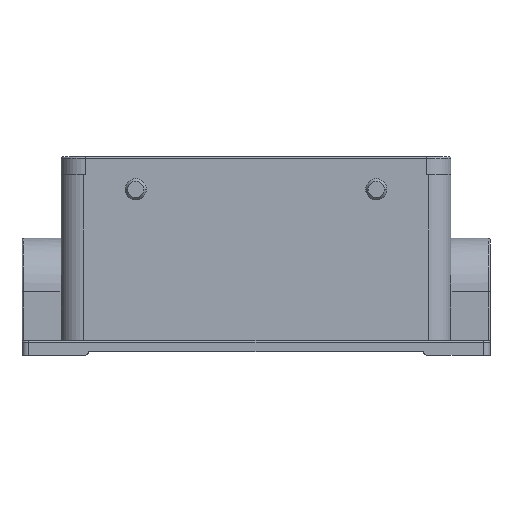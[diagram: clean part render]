
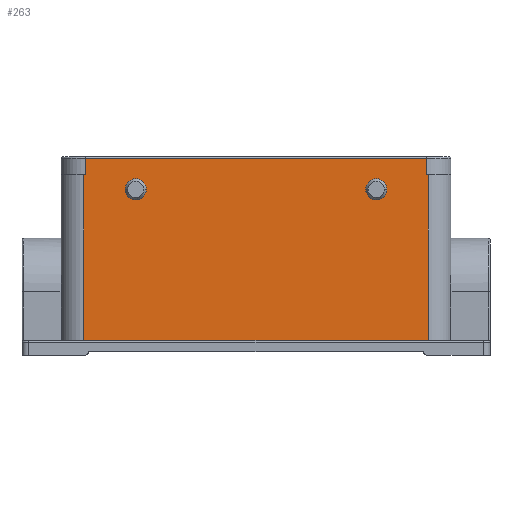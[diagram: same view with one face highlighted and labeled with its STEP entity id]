
A CAD part, front view. The second image highlights one B-rep face of the part: STEP entity #263.
In plain terms, the highlighted planar face has unit normal (0, -1, 0).
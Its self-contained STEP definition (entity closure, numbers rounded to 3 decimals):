
#74 = CARTESIAN_POINT ( 'NONE',  ( -63.77, -19.898, 176.25 ) ) ;
#100 = LINE ( 'NONE', #6443, #4969 ) ;
#241 = DIRECTION ( 'NONE',  ( 1., 0., 0. ) ) ;
#263 = ADVANCED_FACE ( 'NONE', ( #4692, #3683, #2145 ), #4235, .F. ) ;
#308 = VERTEX_POINT ( 'NONE', #527 ) ;
#412 = VERTEX_POINT ( 'NONE', #1246 ) ;
#443 = VECTOR ( 'NONE', #1321, 1000. ) ;
#474 = EDGE_CURVE ( 'NONE', #1067, #2300, #1276, .T. ) ;
#500 = VERTEX_POINT ( 'NONE', #3501 ) ;
#527 = CARTESIAN_POINT ( 'NONE',  ( 29.98, -19.898, 166.25 ) ) ;
#543 = CIRCLE ( 'NONE', #4382, 3.25 ) ;
#682 = EDGE_CURVE ( 'NONE', #1067, #5098, #4598, .T. ) ;
#725 = ORIENTED_EDGE ( 'NONE', *, *, #4742, .T. ) ;
#981 = CIRCLE ( 'NONE', #6734, 3.25 ) ;
#1067 = VERTEX_POINT ( 'NONE', #2497 ) ;
#1105 = CARTESIAN_POINT ( 'NONE',  ( -56.27, -19.898, 170.75 ) ) ;
#1152 = ORIENTED_EDGE ( 'NONE', *, *, #4152, .T. ) ;
#1165 = DIRECTION ( 'NONE',  ( 0., 1., 0. ) ) ;
#1188 = EDGE_CURVE ( 'NONE', #5809, #3698, #981, .T. ) ;
#1242 = EDGE_CURVE ( 'NONE', #3698, #5809, #3167, .T. ) ;
#1246 = CARTESIAN_POINT ( 'NONE',  ( 49.23, -19.898, 170.75 ) ) ;
#1276 = LINE ( 'NONE', #4967, #1510 ) ;
#1315 = CARTESIAN_POINT ( 'NONE',  ( -63.77, -19.898, 170.75 ) ) ;
#1321 = DIRECTION ( 'NONE',  ( -1., 0., 0. ) ) ;
#1344 = CARTESIAN_POINT ( 'NONE',  ( 48.73, -19.898, 175.75 ) ) ;
#1437 = CARTESIAN_POINT ( 'NONE',  ( -63.77, -19.898, 119.75 ) ) ;
#1445 = AXIS2_PLACEMENT_3D ( 'NONE', #2585, #6176, #4685 ) ;
#1510 = VECTOR ( 'NONE', #241, 1000. ) ;
#1521 = DIRECTION ( 'NONE',  ( 0., 0., 1. ) ) ;
#1551 = ORIENTED_EDGE ( 'NONE', *, *, #3401, .T. ) ;
#1651 = CARTESIAN_POINT ( 'NONE',  ( -40.77, -19.898, 166.25 ) ) ;
#1719 = DIRECTION ( 'NONE',  ( 0., 0., 1. ) ) ;
#1772 = VECTOR ( 'NONE', #1719, 1000. ) ;
#1951 = VERTEX_POINT ( 'NONE', #5316 ) ;
#1996 = EDGE_CURVE ( 'NONE', #308, #3643, #543, .T. ) ;
#1997 = CIRCLE ( 'NONE', #1445, 3.25 ) ;
#2145 = FACE_BOUND ( 'NONE', #4265, .T. ) ;
#2198 = DIRECTION ( 'NONE',  ( 0., 1., 0. ) ) ;
#2240 = CARTESIAN_POINT ( 'NONE',  ( 49.23, -19.898, 170.75 ) ) ;
#2300 = VERTEX_POINT ( 'NONE', #1105 ) ;
#2301 = ORIENTED_EDGE ( 'NONE', *, *, #3534, .T. ) ;
#2390 = AXIS2_PLACEMENT_3D ( 'NONE', #74, #5213, #1521 ) ;
#2497 = CARTESIAN_POINT ( 'NONE',  ( -56.77, -19.898, 170.75 ) ) ;
#2542 = EDGE_LOOP ( 'NONE', ( #6849, #1551 ) ) ;
#2585 = CARTESIAN_POINT ( 'NONE',  ( 33.23, -19.898, 166.25 ) ) ;
#2714 = CARTESIAN_POINT ( 'NONE',  ( -40.77, -19.898, 166.25 ) ) ;
#2728 = VERTEX_POINT ( 'NONE', #4849 ) ;
#2870 = EDGE_CURVE ( 'NONE', #5098, #1951, #3020, .T. ) ;
#2916 = DIRECTION ( 'NONE',  ( 0., 1., 0. ) ) ;
#3020 = LINE ( 'NONE', #1437, #3406 ) ;
#3088 = CARTESIAN_POINT ( 'NONE',  ( -37.52, -19.898, 166.25 ) ) ;
#3167 = CIRCLE ( 'NONE', #4709, 3.25 ) ;
#3259 = DIRECTION ( 'NONE',  ( -1., 0., 0. ) ) ;
#3346 = DIRECTION ( 'NONE',  ( -1., 0., 0. ) ) ;
#3368 = LINE ( 'NONE', #1315, #6780 ) ;
#3401 = EDGE_CURVE ( 'NONE', #3643, #308, #1997, .T. ) ;
#3406 = VECTOR ( 'NONE', #6150, 1000. ) ;
#3470 = DIRECTION ( 'NONE',  ( 1., 0., 0. ) ) ;
#3501 = CARTESIAN_POINT ( 'NONE',  ( 48.73, -19.898, 170.75 ) ) ;
#3534 = EDGE_CURVE ( 'NONE', #1951, #412, #6504, .T. ) ;
#3547 = CARTESIAN_POINT ( 'NONE',  ( 48.73, -19.898, 176.25 ) ) ;
#3581 = CARTESIAN_POINT ( 'NONE',  ( -56.77, -19.898, 170.75 ) ) ;
#3643 = VERTEX_POINT ( 'NONE', #4541 ) ;
#3683 = FACE_BOUND ( 'NONE', #2542, .T. ) ;
#3698 = VERTEX_POINT ( 'NONE', #3088 ) ;
#3823 = CARTESIAN_POINT ( 'NONE',  ( 33.23, -19.898, 166.25 ) ) ;
#4034 = LINE ( 'NONE', #3547, #5291 ) ;
#4059 = EDGE_CURVE ( 'NONE', #6002, #2728, #6628, .T. ) ;
#4152 = EDGE_CURVE ( 'NONE', #500, #6002, #4034, .T. ) ;
#4235 = PLANE ( 'NONE',  #2390 ) ;
#4265 = EDGE_LOOP ( 'NONE', ( #4405, #4873 ) ) ;
#4382 = AXIS2_PLACEMENT_3D ( 'NONE', #3823, #2916, #3346 ) ;
#4405 = ORIENTED_EDGE ( 'NONE', *, *, #1188, .T. ) ;
#4529 = EDGE_LOOP ( 'NONE', ( #1152, #5780, #725, #5850, #4729, #4992, #2301, #5140 ) ) ;
#4541 = CARTESIAN_POINT ( 'NONE',  ( 36.48, -19.898, 166.25 ) ) ;
#4564 = DIRECTION ( 'NONE',  ( 0., 0., -1. ) ) ;
#4598 = LINE ( 'NONE', #3581, #5602 ) ;
#4677 = CARTESIAN_POINT ( 'NONE',  ( -56.77, -19.898, 119.75 ) ) ;
#4685 = DIRECTION ( 'NONE',  ( -1., 0., 0. ) ) ;
#4692 = FACE_OUTER_BOUND ( 'NONE', #4529, .T. ) ;
#4709 = AXIS2_PLACEMENT_3D ( 'NONE', #2714, #1165, #3259 ) ;
#4729 = ORIENTED_EDGE ( 'NONE', *, *, #682, .T. ) ;
#4742 = EDGE_CURVE ( 'NONE', #2728, #2300, #100, .T. ) ;
#4790 = DIRECTION ( 'NONE',  ( -1., 0., 0. ) ) ;
#4849 = CARTESIAN_POINT ( 'NONE',  ( -56.27, -19.898, 175.75 ) ) ;
#4873 = ORIENTED_EDGE ( 'NONE', *, *, #1242, .T. ) ;
#4967 = CARTESIAN_POINT ( 'NONE',  ( -63.77, -19.898, 170.75 ) ) ;
#4969 = VECTOR ( 'NONE', #5373, 1000. ) ;
#4992 = ORIENTED_EDGE ( 'NONE', *, *, #2870, .T. ) ;
#5098 = VERTEX_POINT ( 'NONE', #4677 ) ;
#5140 = ORIENTED_EDGE ( 'NONE', *, *, #5664, .F. ) ;
#5213 = DIRECTION ( 'NONE',  ( 0., 1., 0. ) ) ;
#5274 = CARTESIAN_POINT ( 'NONE',  ( -44.02, -19.898, 166.25 ) ) ;
#5291 = VECTOR ( 'NONE', #5737, 1000. ) ;
#5316 = CARTESIAN_POINT ( 'NONE',  ( 49.23, -19.898, 119.75 ) ) ;
#5373 = DIRECTION ( 'NONE',  ( 0., 0., -1. ) ) ;
#5602 = VECTOR ( 'NONE', #4564, 1000. ) ;
#5664 = EDGE_CURVE ( 'NONE', #500, #412, #3368, .T. ) ;
#5737 = DIRECTION ( 'NONE',  ( 0., 0., 1. ) ) ;
#5780 = ORIENTED_EDGE ( 'NONE', *, *, #4059, .T. ) ;
#5809 = VERTEX_POINT ( 'NONE', #5274 ) ;
#5850 = ORIENTED_EDGE ( 'NONE', *, *, #474, .F. ) ;
#5989 = CARTESIAN_POINT ( 'NONE',  ( -56.27, -19.898, 175.75 ) ) ;
#6002 = VERTEX_POINT ( 'NONE', #1344 ) ;
#6150 = DIRECTION ( 'NONE',  ( 1., 0., 0. ) ) ;
#6176 = DIRECTION ( 'NONE',  ( 0., 1., 0. ) ) ;
#6443 = CARTESIAN_POINT ( 'NONE',  ( -56.27, -19.898, 176.25 ) ) ;
#6504 = LINE ( 'NONE', #2240, #1772 ) ;
#6628 = LINE ( 'NONE', #5989, #443 ) ;
#6734 = AXIS2_PLACEMENT_3D ( 'NONE', #1651, #2198, #4790 ) ;
#6780 = VECTOR ( 'NONE', #3470, 1000. ) ;
#6849 = ORIENTED_EDGE ( 'NONE', *, *, #1996, .T. ) ;
